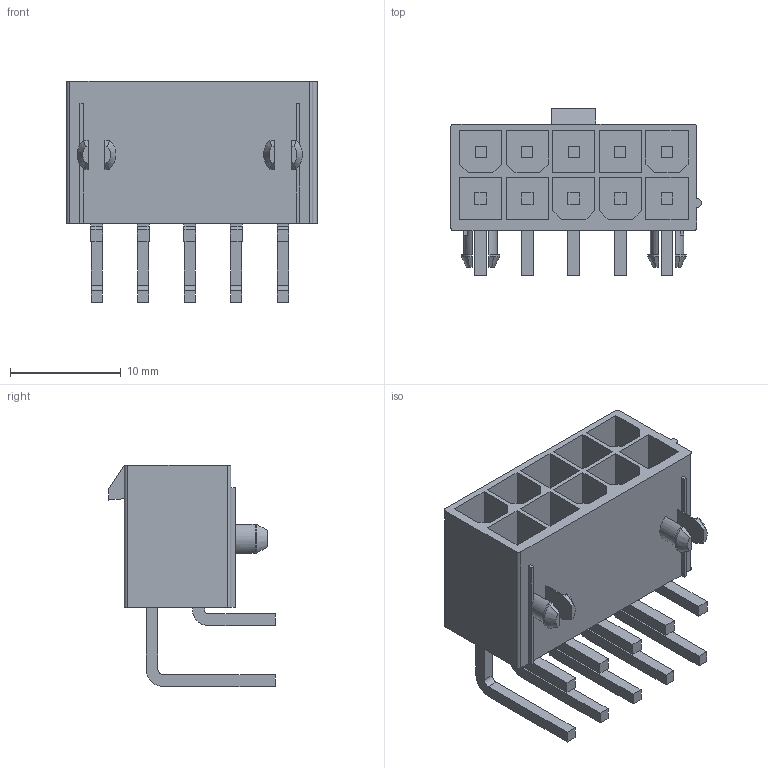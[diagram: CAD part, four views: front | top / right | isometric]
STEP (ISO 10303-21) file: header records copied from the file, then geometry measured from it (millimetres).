
FILE_DESCRIPTION((''),'2;1');
FILE_NAME('039300100','2007-04-12T',('rnarayana'),(''),'PRO/ENGINEER BY PARAMETRIC TECHNOLOGY CORPORATION, 2003451','PRO/ENGINEER BY PARAMETRIC TECHNOLOGY CORPORATION, 2003451','');
FILE_SCHEMA(('CONFIG_CONTROL_DESIGN'));
Length unit declared in the file: millimetre
Products named in the file (1): 039300100
Bounding box: 22.6 x 15 x 19.93 mm (x, y, z)
Volume: 1519.4 mm3; surface area: 3463 mm2
Topology: 1 solids, 1 shells, 269 faces, 711 edges, 478 vertices
Faces by surface type: plane 232, cylinder 33, cone 4
Entity records: 8236 total; most frequent: CARTESIAN_POINT 1448, ORIENTED_EDGE 1370, DIRECTION 1345, EDGE_CURVE 685, VECTOR 603, LINE 603, VERTEX_POINT 450, AXIS2_PLACEMENT_3D 371
